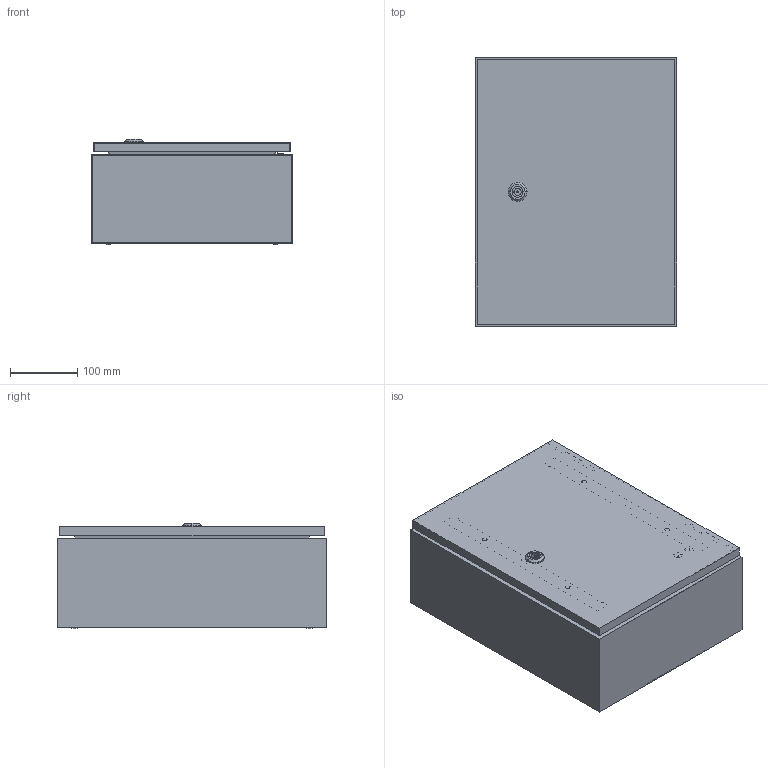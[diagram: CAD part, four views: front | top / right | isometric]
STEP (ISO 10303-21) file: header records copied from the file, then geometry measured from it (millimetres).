
FILE_DESCRIPTION (( 'STEP AP214' ), '1' );
FILE_NAME ('3351-3040-15-10.step', '2024-01-10T07:32:16', ( '' ), ( '' ), 'SwSTEP 2.0', 'SolidWorks 2019', '' );
FILE_SCHEMA (( 'AUTOMOTIVE_DESIGN' ));
Length unit declared in the file: millimetre
Products named in the file (5): Montageplatte_wg_0331-3040-00-13; Tuer_wgES_3351-3040-00-90; Montageplattenbeipack_wgES_3040; Korpus_wgES_3040-15; 3351-3040-15-10
Assembly tree (4 placements, depth 2):
  3351-3040-15-10
    Korpus_wgES_3040-15
    Tuer_wgES_3351-3040-00-90
    Montageplatte_wg_0331-3040-00-13
    Montageplattenbeipack_wgES_3040
Bounding box: 300 x 400 x 157 mm (x, y, z)
Volume: 988938 mm3; surface area: 1242931.2 mm2
Topology: 25 solids, 29 shells, 1107 faces, 2809 edges, 1820 vertices
Faces by surface type: plane 645, cylinder 368, cone 66, sphere 16, torus 12
Entity records: 35130 total; most frequent: CARTESIAN_POINT 6551, DIRECTION 5747, ORIENTED_EDGE 5586, EDGE_CURVE 2793, AXIS2_PLACEMENT_3D 2000, VERTEX_POINT 1812, VECTOR 1747, LINE 1747
